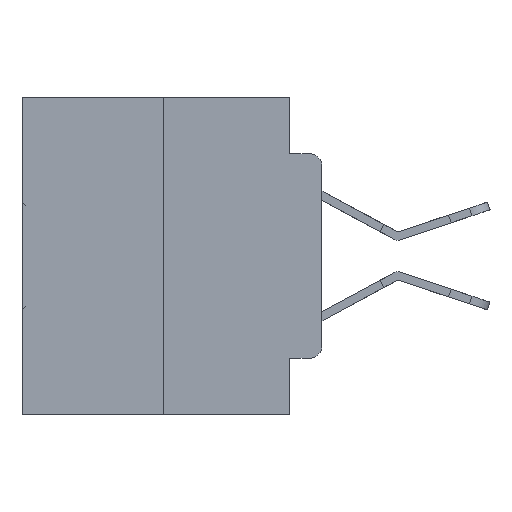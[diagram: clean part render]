
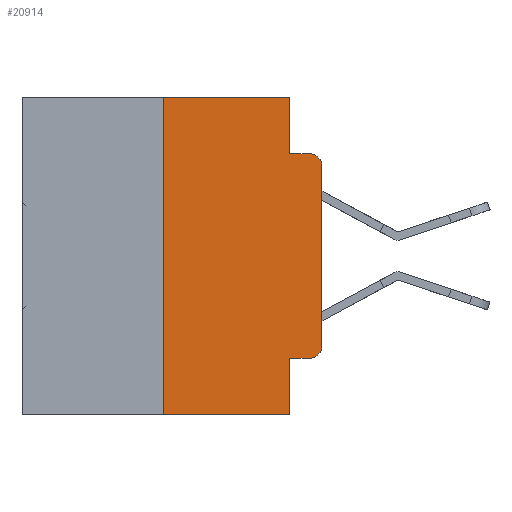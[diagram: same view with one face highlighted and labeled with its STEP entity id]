
A CAD part, left-side view. The second image highlights one B-rep face of the part: STEP entity #20914.
In plain terms, the highlighted planar face has unit normal (-1, 0, 0).
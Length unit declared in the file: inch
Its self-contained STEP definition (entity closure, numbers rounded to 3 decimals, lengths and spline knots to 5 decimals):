
#431 = ORIENTED_EDGE ( 'NONE', *, *, #7870, .F. ) ;
#1285 = CARTESIAN_POINT ( 'NONE',  ( 0., 0.473, -0.5 ) ) ;
#1620 = ORIENTED_EDGE ( 'NONE', *, *, #17276, .F. ) ;
#2367 = VECTOR ( 'NONE', #31477, 39.37008 ) ;
#2745 = DIRECTION ( 'NONE',  ( 1., 0., 0. ) ) ;
#2932 = AXIS2_PLACEMENT_3D ( 'NONE', #15661, #2745, #18245 ) ;
#2952 = CARTESIAN_POINT ( 'NONE',  ( 0., 0., 0. ) ) ;
#3202 = DIRECTION ( 'NONE',  ( 0., -1., 0. ) ) ;
#3713 = DIRECTION ( 'NONE',  ( -1., 0., 0. ) ) ;
#4440 = CARTESIAN_POINT ( 'NONE',  ( 0., 0.25, -0.5 ) ) ;
#4994 = VECTOR ( 'NONE', #14397, 39.37008 ) ;
#5223 = CARTESIAN_POINT ( 'NONE',  ( 0., 0., -0.3915 ) ) ;
#6925 = LINE ( 'NONE', #2952, #13730 ) ;
#7084 = CARTESIAN_POINT ( 'NONE',  ( 0., 0.02, -0.4115 ) ) ;
#7749 = VECTOR ( 'NONE', #20056, 39.37008 ) ;
#7870 = EDGE_CURVE ( 'NONE', #28439, #32889, #9365, .T. ) ;
#8631 = VERTEX_POINT ( 'NONE', #7084 ) ;
#9315 = CARTESIAN_POINT ( 'NONE',  ( 0., 0.051, -0.0885 ) ) ;
#9365 = LINE ( 'NONE', #16179, #2367 ) ;
#9453 = CARTESIAN_POINT ( 'NONE',  ( 0., 0.051, 0. ) ) ;
#10482 = VECTOR ( 'NONE', #12036, 39.37008 ) ;
#10787 = VERTEX_POINT ( 'NONE', #13222 ) ;
#11877 = ORIENTED_EDGE ( 'NONE', *, *, #13815, .T. ) ;
#12036 = DIRECTION ( 'NONE',  ( 0., 0., -1. ) ) ;
#12109 = EDGE_CURVE ( 'NONE', #8631, #20210, #12822, .T. ) ;
#12642 = ORIENTED_EDGE ( 'NONE', *, *, #25494, .T. ) ;
#12822 = CIRCLE ( 'NONE', #22499, 0.02 ) ;
#13222 = CARTESIAN_POINT ( 'NONE',  ( 0., 0.051, -0.5 ) ) ;
#13254 = ORIENTED_EDGE ( 'NONE', *, *, #20711, .F. ) ;
#13302 = DIRECTION ( 'NONE',  ( 0., 0., 1. ) ) ;
#13715 = CARTESIAN_POINT ( 'NONE',  ( 0., 0., -0.1085 ) ) ;
#13730 = VECTOR ( 'NONE', #13302, 39.37008 ) ;
#13815 = EDGE_CURVE ( 'NONE', #27415, #8631, #27119, .T. ) ;
#14397 = DIRECTION ( 'NONE',  ( 0., -1., 0. ) ) ;
#14579 = LINE ( 'NONE', #32625, #7749 ) ;
#14841 = VERTEX_POINT ( 'NONE', #4440 ) ;
#15238 = ORIENTED_EDGE ( 'NONE', *, *, #12109, .T. ) ;
#15573 = CARTESIAN_POINT ( 'NONE',  ( 0., 0.02, -0.3915 ) ) ;
#15661 = CARTESIAN_POINT ( 'NONE',  ( 0., 0.473, 0. ) ) ;
#15765 = FACE_OUTER_BOUND ( 'NONE', #30671, .T. ) ;
#16179 = CARTESIAN_POINT ( 'NONE',  ( 0., 0.473, 0. ) ) ;
#16191 = CARTESIAN_POINT ( 'NONE',  ( 0., 0.051, -0.4115 ) ) ;
#16775 = DIRECTION ( 'NONE',  ( 0., 0., 1. ) ) ;
#17019 = AXIS2_PLACEMENT_3D ( 'NONE', #19203, #3713, #21796 ) ;
#17276 = EDGE_CURVE ( 'NONE', #27415, #10787, #24947, .T. ) ;
#18150 = DIRECTION ( 'NONE',  ( 0., 0., -1. ) ) ;
#18245 = DIRECTION ( 'NONE',  ( 0., 0., -1. ) ) ;
#18276 = CIRCLE ( 'NONE', #17019, 0.02 ) ;
#18703 = CARTESIAN_POINT ( 'NONE',  ( 0., 0.051, -0.4115 ) ) ;
#18971 = EDGE_CURVE ( 'NONE', #14841, #28439, #32224, .T. ) ;
#19203 = CARTESIAN_POINT ( 'NONE',  ( 0., 0.02, -0.1085 ) ) ;
#19510 = LINE ( 'NONE', #1285, #4994 ) ;
#19622 = CARTESIAN_POINT ( 'NONE',  ( 0., 0.051, 0. ) ) ;
#20056 = DIRECTION ( 'NONE',  ( 0., 0., -1. ) ) ;
#20210 = VERTEX_POINT ( 'NONE', #5223 ) ;
#20329 = VECTOR ( 'NONE', #3202, 39.37008 ) ;
#20711 = EDGE_CURVE ( 'NONE', #32889, #30877, #14579, .T. ) ;
#20914 = ADVANCED_FACE ( 'NONE', ( #15765 ), #28374, .F. ) ;
#21102 = LINE ( 'NONE', #9315, #27866 ) ;
#21469 = ORIENTED_EDGE ( 'NONE', *, *, #25863, .F. ) ;
#21796 = DIRECTION ( 'NONE',  ( 0., 0., -1. ) ) ;
#22499 = AXIS2_PLACEMENT_3D ( 'NONE', #15573, #33284, #18150 ) ;
#22664 = CARTESIAN_POINT ( 'NONE',  ( 0., 0.051, -0.0885 ) ) ;
#24947 = LINE ( 'NONE', #9453, #10482 ) ;
#25322 = VERTEX_POINT ( 'NONE', #13715 ) ;
#25440 = ORIENTED_EDGE ( 'NONE', *, *, #27537, .T. ) ;
#25494 = EDGE_CURVE ( 'NONE', #14841, #10787, #19510, .T. ) ;
#25612 = VECTOR ( 'NONE', #16775, 39.37008 ) ;
#25863 = EDGE_CURVE ( 'NONE', #30877, #30682, #21102, .T. ) ;
#25869 = ORIENTED_EDGE ( 'NONE', *, *, #18971, .F. ) ;
#26937 = CARTESIAN_POINT ( 'NONE',  ( 0., 0.25, 0. ) ) ;
#27119 = LINE ( 'NONE', #18703, #20329 ) ;
#27415 = VERTEX_POINT ( 'NONE', #16191 ) ;
#27537 = EDGE_CURVE ( 'NONE', #25322, #30682, #18276, .T. ) ;
#27866 = VECTOR ( 'NONE', #29749, 39.37008 ) ;
#27951 = CARTESIAN_POINT ( 'NONE',  ( 0., 0.25, 0. ) ) ;
#28374 = PLANE ( 'NONE',  #2932 ) ;
#28439 = VERTEX_POINT ( 'NONE', #27951 ) ;
#29212 = EDGE_CURVE ( 'NONE', #20210, #25322, #6925, .T. ) ;
#29749 = DIRECTION ( 'NONE',  ( 0., -1., 0. ) ) ;
#30671 = EDGE_LOOP ( 'NONE', ( #32372, #25440, #21469, #13254, #431, #25869, #12642, #1620, #11877, #15238 ) ) ;
#30682 = VERTEX_POINT ( 'NONE', #31897 ) ;
#30877 = VERTEX_POINT ( 'NONE', #22664 ) ;
#31477 = DIRECTION ( 'NONE',  ( 0., -1., 0. ) ) ;
#31897 = CARTESIAN_POINT ( 'NONE',  ( 0., 0.02, -0.0885 ) ) ;
#32224 = LINE ( 'NONE', #26937, #25612 ) ;
#32372 = ORIENTED_EDGE ( 'NONE', *, *, #29212, .T. ) ;
#32625 = CARTESIAN_POINT ( 'NONE',  ( 0., 0.051, 0. ) ) ;
#32889 = VERTEX_POINT ( 'NONE', #19622 ) ;
#33284 = DIRECTION ( 'NONE',  ( -1., 0., 0. ) ) ;
